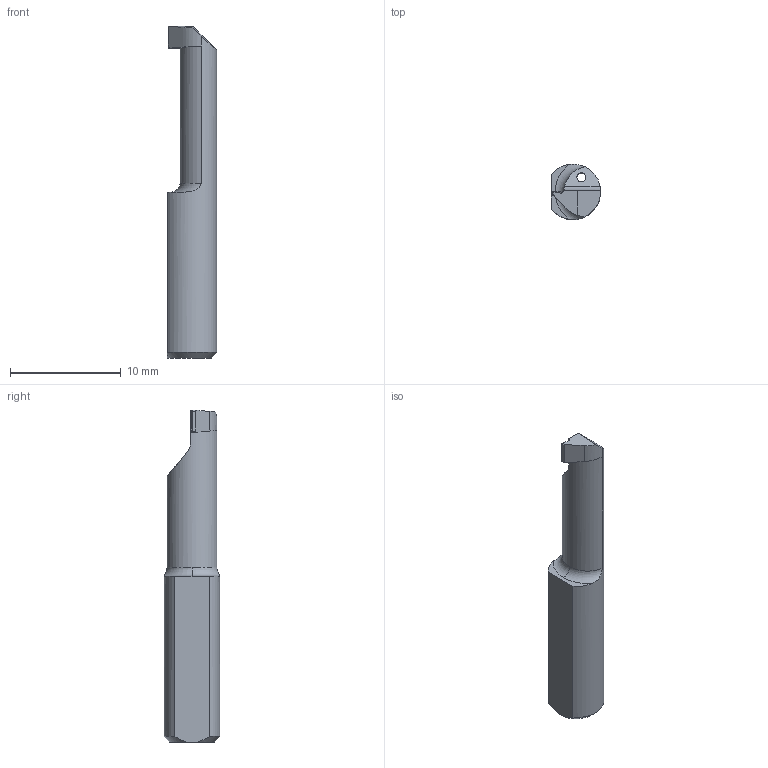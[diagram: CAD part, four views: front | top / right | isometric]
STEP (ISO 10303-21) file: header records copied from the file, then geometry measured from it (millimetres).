
FILE_DESCRIPTION (( 'STEP AP203' ), '1' );
FILE_NAME ('LP05M0200-15.step', '2024-09-03T06:42:18', ( '' ), ( '' ), 'SwSTEP 2.0', 'SolidWorks 2022', '' );
FILE_SCHEMA (( 'CONFIG_CONTROL_DESIGN' ));
Length unit declared in the file: millimetre
Products named in the file (1): LP05M0200-15
Bounding box: 4.45 x 5 x 30 mm (x, y, z)
Volume: 403.1 mm3; surface area: 489.7 mm2
Topology: 1 solids, 1 shells, 25 faces, 68 edges, 45 vertices
Faces by surface type: plane 12, cylinder 10, torus 2, cone 1
Entity records: 895 total; most frequent: CARTESIAN_POINT 227, ORIENTED_EDGE 136, DIRECTION 110, EDGE_CURVE 68, VERTEX_POINT 45, AXIS2_PLACEMENT_3D 38, LINE 34, VECTOR 34
